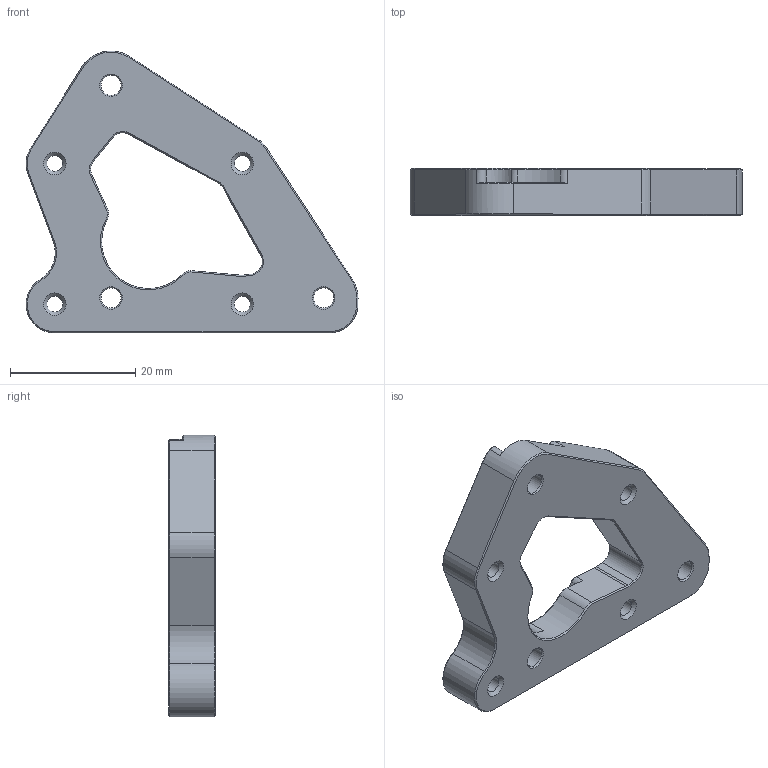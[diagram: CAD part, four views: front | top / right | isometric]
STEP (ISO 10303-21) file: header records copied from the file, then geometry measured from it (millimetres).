
FILE_DESCRIPTION(/* description */ (''),/* implementation_level */ '2;1');
FILE_NAME(/* name */ 'TC-HEMERA-PLATE-ADAPTER.step',/* time_stamp */ '2019-11-29T10:21:58+00:00',/* author */ (''),/* organization */ (''),/* preprocessor_version */ 'ST-DEVELOPER v18',/* originating_system */ 'Autodesk Translation Framework v8.12.0.6',/* authorisation */ '');
FILE_SCHEMA (('AUTOMOTIVE_DESIGN { 1 0 10303 214 3 1 1 }'));
Length unit declared in the file: millimetre
Products named in the file (2): TC-HEMERA-PLATE-ADAPTER; TC-HERMES-PLATE-ADAPTER
Assembly tree (1 placements, depth 2):
  TC-HEMERA-PLATE-ADAPTER
    TC-HERMES-PLATE-ADAPTER
Bounding box: 53.1 x 7.5 x 45.09 mm (x, y, z)
Volume: 8194.3 mm3; surface area: 4689.1 mm2
Topology: 1 solids, 1 shells, 164 faces, 395 edges, 233 vertices
Faces by surface type: cone 70, plane 50, cylinder 43, bspline 1
Full cylindrical faces by diameter (mm): 2.529 x4, 3.2 x3, 7 x2
Entity records: 4880 total; most frequent: CARTESIAN_POINT 887, DIRECTION 884, ORIENTED_EDGE 790, EDGE_CURVE 395, AXIS2_PLACEMENT_3D 337, VERTEX_POINT 233, LINE 210, VECTOR 210
